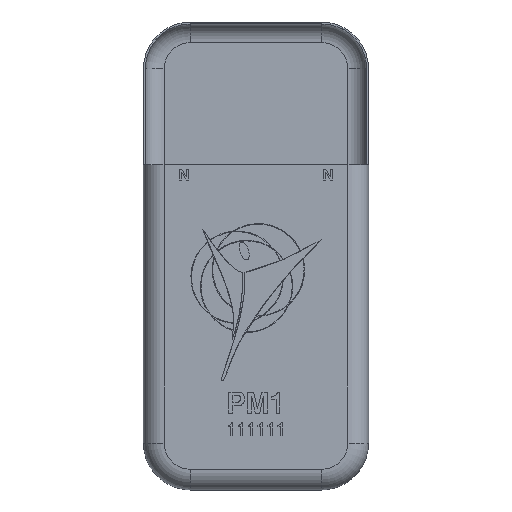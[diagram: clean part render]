
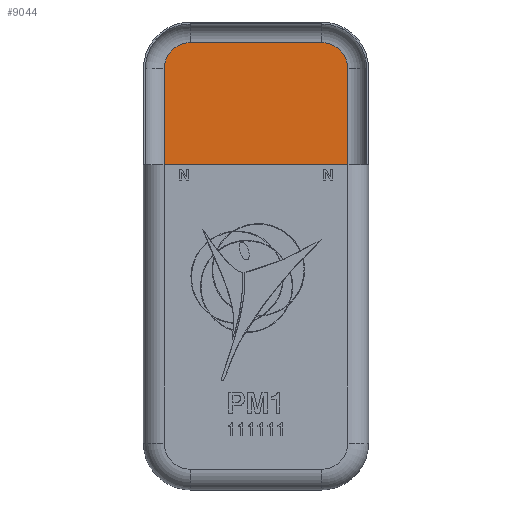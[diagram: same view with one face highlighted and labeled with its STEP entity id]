
A CAD part, top view. The second image highlights one B-rep face of the part: STEP entity #9044.
In plain terms, the highlighted planar face has unit normal (0, 0, 1).
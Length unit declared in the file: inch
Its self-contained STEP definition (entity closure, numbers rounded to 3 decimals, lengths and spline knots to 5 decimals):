
#328 = EDGE_CURVE ( 'NONE', #5808, #1312, #8484, .T. ) ;
#548 = VECTOR ( 'NONE', #5161, 39.37008 ) ;
#690 = LINE ( 'NONE', #3436, #9086 ) ;
#1013 = LINE ( 'NONE', #4644, #2772 ) ;
#1097 = DIRECTION ( 'NONE',  ( 0., 0., -1. ) ) ;
#1157 = VERTEX_POINT ( 'NONE', #8410 ) ;
#1312 = VERTEX_POINT ( 'NONE', #9163 ) ;
#1680 = ORIENTED_EDGE ( 'NONE', *, *, #3449, .F. ) ;
#1684 = LINE ( 'NONE', #7414, #548 ) ;
#1818 = ORIENTED_EDGE ( 'NONE', *, *, #7279, .F. ) ;
#1865 = CIRCLE ( 'NONE', #7709, 0.219 ) ;
#2036 = DIRECTION ( 'NONE',  ( 1., 0., 0. ) ) ;
#2220 = VERTEX_POINT ( 'NONE', #6893 ) ;
#2232 = VERTEX_POINT ( 'NONE', #8839 ) ;
#2238 = CARTESIAN_POINT ( 'NONE',  ( -0.9385, -2.71, -0.264 ) ) ;
#2278 = EDGE_CURVE ( 'NONE', #1312, #5369, #4085, .T. ) ;
#2340 = DIRECTION ( 'NONE',  ( -1., 0., 0. ) ) ;
#2426 = DIRECTION ( 'NONE',  ( 0., 0., -1. ) ) ;
#2714 = VECTOR ( 'NONE', #2340, 39.37008 ) ;
#2772 = VECTOR ( 'NONE', #6097, 39.37008 ) ;
#2857 = ORIENTED_EDGE ( 'NONE', *, *, #6277, .F. ) ;
#2971 = DIRECTION ( 'NONE',  ( 1., 0., 0. ) ) ;
#3061 = CARTESIAN_POINT ( 'NONE',  ( -0.7665, -2.319, -0.264 ) ) ;
#3228 = ORIENTED_EDGE ( 'NONE', *, *, #6292, .F. ) ;
#3244 = DIRECTION ( 'NONE',  ( 0., 0., -1. ) ) ;
#3338 = AXIS2_PLACEMENT_3D ( 'NONE', #8261, #1097, #8218 ) ;
#3365 = EDGE_LOOP ( 'NONE', ( #3228, #8325, #7107, #7542, #6021, #2857, #1818, #1680 ) ) ;
#3436 = CARTESIAN_POINT ( 'NONE',  ( -0.9385, 1.02, -0.264 ) ) ;
#3449 = EDGE_CURVE ( 'NONE', #2220, #1157, #7408, .T. ) ;
#3935 = DIRECTION ( 'NONE',  ( 1., 0., 0. ) ) ;
#4085 = CIRCLE ( 'NONE', #3338, 0.219 ) ;
#4152 = DIRECTION ( 'NONE',  ( 0., 0., -1. ) ) ;
#4325 = CARTESIAN_POINT ( 'NONE',  ( -0.5475, 0.801, -0.264 ) ) ;
#4436 = DIRECTION ( 'NONE',  ( 0., 0., 1. ) ) ;
#4644 = CARTESIAN_POINT ( 'NONE',  ( -0.7665, -2.71, -0.264 ) ) ;
#4950 = VERTEX_POINT ( 'NONE', #7241 ) ;
#4951 = CARTESIAN_POINT ( 'NONE',  ( 0.5475, -2.538, -0.264 ) ) ;
#5136 = PLANE ( 'NONE',  #6844 ) ;
#5143 = VERTEX_POINT ( 'NONE', #6721 ) ;
#5145 = CARTESIAN_POINT ( 'NONE',  ( 0.5475, -2.319, -0.264 ) ) ;
#5161 = DIRECTION ( 'NONE',  ( 0., -1., 0. ) ) ;
#5369 = VERTEX_POINT ( 'NONE', #3061 ) ;
#5808 = VERTEX_POINT ( 'NONE', #4951 ) ;
#6002 = EDGE_CURVE ( 'NONE', #2232, #5808, #1865, .T. ) ;
#6021 = ORIENTED_EDGE ( 'NONE', *, *, #6803, .F. ) ;
#6097 = DIRECTION ( 'NONE',  ( 0., 1., 0. ) ) ;
#6277 = EDGE_CURVE ( 'NONE', #4950, #5143, #8625, .T. ) ;
#6292 = EDGE_CURVE ( 'NONE', #5369, #2220, #1013, .T. ) ;
#6721 = CARTESIAN_POINT ( 'NONE',  ( 0.7665, 0.801, -0.264 ) ) ;
#6803 = EDGE_CURVE ( 'NONE', #5143, #2232, #1684, .T. ) ;
#6844 = AXIS2_PLACEMENT_3D ( 'NONE', #2238, #4436, #7305 ) ;
#6893 = CARTESIAN_POINT ( 'NONE',  ( -0.7665, 0.801, -0.264 ) ) ;
#7107 = ORIENTED_EDGE ( 'NONE', *, *, #328, .F. ) ;
#7241 = CARTESIAN_POINT ( 'NONE',  ( 0.5475, 1.02, -0.264 ) ) ;
#7279 = EDGE_CURVE ( 'NONE', #1157, #4950, #690, .T. ) ;
#7305 = DIRECTION ( 'NONE',  ( 1., 0., 0. ) ) ;
#7408 = CIRCLE ( 'NONE', #7552, 0.219 ) ;
#7414 = CARTESIAN_POINT ( 'NONE',  ( 0.7665, -2.71, -0.264 ) ) ;
#7425 = CARTESIAN_POINT ( 'NONE',  ( 0.5475, 0.801, -0.264 ) ) ;
#7542 = ORIENTED_EDGE ( 'NONE', *, *, #6002, .F. ) ;
#7552 = AXIS2_PLACEMENT_3D ( 'NONE', #4325, #4152, #2971 ) ;
#7709 = AXIS2_PLACEMENT_3D ( 'NONE', #5145, #2426, #8017 ) ;
#8011 = CARTESIAN_POINT ( 'NONE',  ( -0.9385, -2.538, -0.264 ) ) ;
#8017 = DIRECTION ( 'NONE',  ( 1., 0., 0. ) ) ;
#8218 = DIRECTION ( 'NONE',  ( 1., 0., 0. ) ) ;
#8261 = CARTESIAN_POINT ( 'NONE',  ( -0.5475, -2.319, -0.264 ) ) ;
#8325 = ORIENTED_EDGE ( 'NONE', *, *, #2278, .F. ) ;
#8410 = CARTESIAN_POINT ( 'NONE',  ( -0.5475, 1.02, -0.264 ) ) ;
#8484 = LINE ( 'NONE', #8011, #2714 ) ;
#8625 = CIRCLE ( 'NONE', #9074, 0.219 ) ;
#8717 = FACE_OUTER_BOUND ( 'NONE', #3365, .T. ) ;
#8839 = CARTESIAN_POINT ( 'NONE',  ( 0.7665, -2.319, -0.264 ) ) ;
#9044 = ADVANCED_FACE ( 'NONE', ( #8717 ), #5136, .T. ) ;
#9074 = AXIS2_PLACEMENT_3D ( 'NONE', #7425, #3244, #3935 ) ;
#9086 = VECTOR ( 'NONE', #2036, 39.37008 ) ;
#9163 = CARTESIAN_POINT ( 'NONE',  ( -0.5475, -2.538, -0.264 ) ) ;
